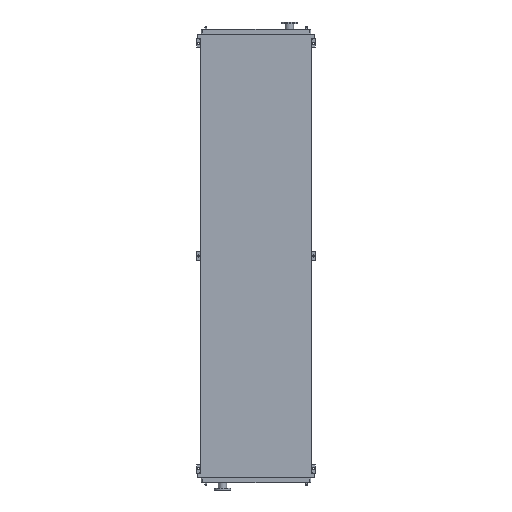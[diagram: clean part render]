
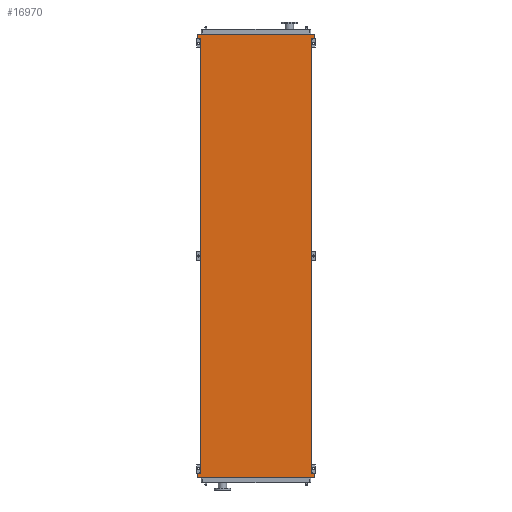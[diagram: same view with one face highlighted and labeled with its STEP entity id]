
A CAD part, front view. The second image highlights one B-rep face of the part: STEP entity #16970.
In plain terms, the highlighted planar face has unit normal (0, -1, 0).
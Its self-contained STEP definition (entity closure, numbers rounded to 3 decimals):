
#571 = VERTEX_POINT ( 'NONE', #20284 ) ;
#622 = LINE ( 'NONE', #15287, #15555 ) ;
#684 = VERTEX_POINT ( 'NONE', #11250 ) ;
#881 = CARTESIAN_POINT ( 'NONE',  ( -771., 0., -5745. ) ) ;
#979 = ORIENTED_EDGE ( 'NONE', *, *, #22202, .F. ) ;
#1017 = VECTOR ( 'NONE', #23373, 1000. ) ;
#1025 = CARTESIAN_POINT ( 'NONE',  ( -725., 0., 0. ) ) ;
#1285 = CARTESIAN_POINT ( 'NONE',  ( -771., 0., 53. ) ) ;
#1691 = LINE ( 'NONE', #1025, #11068 ) ;
#1710 = CARTESIAN_POINT ( 'NONE',  ( 725., 0., -5650. ) ) ;
#2376 = DIRECTION ( 'NONE',  ( -1., 0., 0. ) ) ;
#2890 = DIRECTION ( 'NONE',  ( 0., 0., 1. ) ) ;
#3303 = EDGE_CURVE ( 'NONE', #21256, #16661, #19073, .T. ) ;
#3450 = EDGE_CURVE ( 'NONE', #13953, #21256, #16153, .T. ) ;
#3485 = EDGE_CURVE ( 'NONE', #16661, #18258, #11786, .T. ) ;
#4172 = CARTESIAN_POINT ( 'NONE',  ( 771., 0., 95. ) ) ;
#4744 = CARTESIAN_POINT ( 'NONE',  ( 771., 0., 95. ) ) ;
#5621 = DIRECTION ( 'NONE',  ( 0., 0., -1. ) ) ;
#5906 = ORIENTED_EDGE ( 'NONE', *, *, #3303, .F. ) ;
#5952 = LINE ( 'NONE', #4744, #11459 ) ;
#6047 = LINE ( 'NONE', #19642, #1017 ) ;
#6157 = VECTOR ( 'NONE', #2376, 1000. ) ;
#6204 = EDGE_LOOP ( 'NONE', ( #13360, #13908, #979, #20714, #6952, #16261, #14143, #5906, #18995, #16006, #13552, #18167 ) ) ;
#6723 = LINE ( 'NONE', #22274, #16037 ) ;
#6755 = VERTEX_POINT ( 'NONE', #9605 ) ;
#6832 = VERTEX_POINT ( 'NONE', #15547 ) ;
#6952 = ORIENTED_EDGE ( 'NONE', *, *, #7456, .F. ) ;
#6967 = DIRECTION ( 'NONE',  ( 0., 0., 1. ) ) ;
#7456 = EDGE_CURVE ( 'NONE', #684, #6832, #19902, .T. ) ;
#8599 = EDGE_CURVE ( 'NONE', #10235, #17922, #9939, .T. ) ;
#8728 = CARTESIAN_POINT ( 'NONE',  ( -725., 0., 0. ) ) ;
#9000 = DIRECTION ( 'NONE',  ( -0.655, 0., -0.755 ) ) ;
#9063 = EDGE_CURVE ( 'NONE', #19296, #13953, #11077, .T. ) ;
#9501 = DIRECTION ( 'NONE',  ( 0., 0., 1. ) ) ;
#9605 = CARTESIAN_POINT ( 'NONE',  ( 771., 0., -5703. ) ) ;
#9939 = LINE ( 'NONE', #1710, #23628 ) ;
#10235 = VERTEX_POINT ( 'NONE', #12765 ) ;
#10610 = VECTOR ( 'NONE', #2890, 1000. ) ;
#10704 = CARTESIAN_POINT ( 'NONE',  ( 725., 0., 0. ) ) ;
#11068 = VECTOR ( 'NONE', #14253, 1000. ) ;
#11077 = LINE ( 'NONE', #22828, #6157 ) ;
#11184 = VECTOR ( 'NONE', #17712, 1000. ) ;
#11245 = CARTESIAN_POINT ( 'NONE',  ( -725., 0., -5650. ) ) ;
#11250 = CARTESIAN_POINT ( 'NONE',  ( -771., 0., 53. ) ) ;
#11459 = VECTOR ( 'NONE', #17738, 1000. ) ;
#11786 = LINE ( 'NONE', #14044, #10610 ) ;
#12765 = CARTESIAN_POINT ( 'NONE',  ( 725., 0., -5650. ) ) ;
#12823 = EDGE_CURVE ( 'NONE', #571, #17922, #17933, .T. ) ;
#13092 = DIRECTION ( 'NONE',  ( 0., 0., -1. ) ) ;
#13360 = ORIENTED_EDGE ( 'NONE', *, *, #8599, .T. ) ;
#13459 = DIRECTION ( 'NONE',  ( 0.655, 0., 0.755 ) ) ;
#13552 = ORIENTED_EDGE ( 'NONE', *, *, #15965, .F. ) ;
#13773 = CARTESIAN_POINT ( 'NONE',  ( -725., 0., -5650. ) ) ;
#13908 = ORIENTED_EDGE ( 'NONE', *, *, #12823, .F. ) ;
#13953 = VERTEX_POINT ( 'NONE', #14395 ) ;
#14044 = CARTESIAN_POINT ( 'NONE',  ( -725., 0., -5650. ) ) ;
#14108 = VECTOR ( 'NONE', #13459, 1000. ) ;
#14143 = ORIENTED_EDGE ( 'NONE', *, *, #3485, .F. ) ;
#14253 = DIRECTION ( 'NONE',  ( -0.655, 0., 0.755 ) ) ;
#14395 = CARTESIAN_POINT ( 'NONE',  ( -771., 0., -5745. ) ) ;
#15287 = CARTESIAN_POINT ( 'NONE',  ( -771., 0., 95. ) ) ;
#15547 = CARTESIAN_POINT ( 'NONE',  ( -771., 0., 95. ) ) ;
#15555 = VECTOR ( 'NONE', #17075, 1000. ) ;
#15965 = EDGE_CURVE ( 'NONE', #6755, #19296, #6723, .T. ) ;
#16006 = ORIENTED_EDGE ( 'NONE', *, *, #9063, .F. ) ;
#16037 = VECTOR ( 'NONE', #5621, 1000. ) ;
#16153 = LINE ( 'NONE', #881, #11184 ) ;
#16261 = ORIENTED_EDGE ( 'NONE', *, *, #16834, .F. ) ;
#16661 = VERTEX_POINT ( 'NONE', #13773 ) ;
#16834 = EDGE_CURVE ( 'NONE', #18258, #684, #1691, .T. ) ;
#16970 = ADVANCED_FACE ( 'NONE', ( #23016 ), #18655, .T. ) ;
#17075 = DIRECTION ( 'NONE',  ( 1., 0., 0. ) ) ;
#17712 = DIRECTION ( 'NONE',  ( 0., 0., 1. ) ) ;
#17738 = DIRECTION ( 'NONE',  ( 0., 0., -1. ) ) ;
#17922 = VERTEX_POINT ( 'NONE', #10704 ) ;
#17933 = LINE ( 'NONE', #20164, #24018 ) ;
#18167 = ORIENTED_EDGE ( 'NONE', *, *, #20197, .F. ) ;
#18258 = VERTEX_POINT ( 'NONE', #8728 ) ;
#18617 = VERTEX_POINT ( 'NONE', #4172 ) ;
#18655 = PLANE ( 'NONE',  #22135 ) ;
#18995 = ORIENTED_EDGE ( 'NONE', *, *, #3450, .F. ) ;
#19028 = CARTESIAN_POINT ( 'NONE',  ( -771., 0., -5703. ) ) ;
#19073 = LINE ( 'NONE', #19028, #14108 ) ;
#19296 = VERTEX_POINT ( 'NONE', #20076 ) ;
#19642 = CARTESIAN_POINT ( 'NONE',  ( 725., 0., -5650. ) ) ;
#19902 = LINE ( 'NONE', #1285, #24246 ) ;
#20076 = CARTESIAN_POINT ( 'NONE',  ( 771., 0., -5745. ) ) ;
#20164 = CARTESIAN_POINT ( 'NONE',  ( 771., 0., 53. ) ) ;
#20197 = EDGE_CURVE ( 'NONE', #10235, #6755, #6047, .T. ) ;
#20284 = CARTESIAN_POINT ( 'NONE',  ( 771., 0., 53. ) ) ;
#20714 = ORIENTED_EDGE ( 'NONE', *, *, #21993, .F. ) ;
#21256 = VERTEX_POINT ( 'NONE', #22579 ) ;
#21993 = EDGE_CURVE ( 'NONE', #6832, #18617, #622, .T. ) ;
#22135 = AXIS2_PLACEMENT_3D ( 'NONE', #11245, #24258, #13092 ) ;
#22202 = EDGE_CURVE ( 'NONE', #18617, #571, #5952, .T. ) ;
#22274 = CARTESIAN_POINT ( 'NONE',  ( 771., 0., -5703. ) ) ;
#22579 = CARTESIAN_POINT ( 'NONE',  ( -771., 0., -5703. ) ) ;
#22828 = CARTESIAN_POINT ( 'NONE',  ( 771., 0., -5745. ) ) ;
#23016 = FACE_OUTER_BOUND ( 'NONE', #6204, .T. ) ;
#23373 = DIRECTION ( 'NONE',  ( 0.655, 0., -0.755 ) ) ;
#23628 = VECTOR ( 'NONE', #9501, 1000. ) ;
#24018 = VECTOR ( 'NONE', #9000, 1000. ) ;
#24246 = VECTOR ( 'NONE', #6967, 1000. ) ;
#24258 = DIRECTION ( 'NONE',  ( 0., -1., 0. ) ) ;
